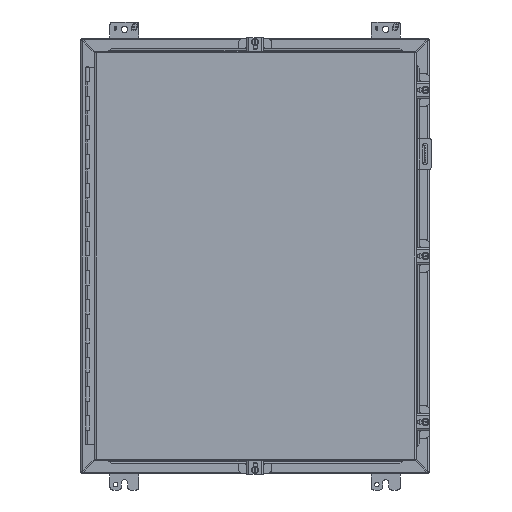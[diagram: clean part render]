
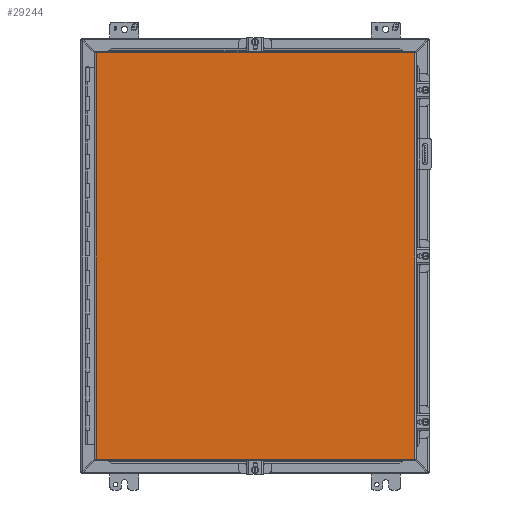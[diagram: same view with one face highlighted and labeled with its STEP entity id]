
A CAD part, front view. The second image highlights one B-rep face of the part: STEP entity #29244.
In plain terms, the highlighted planar face has unit normal (0, -1, 0).
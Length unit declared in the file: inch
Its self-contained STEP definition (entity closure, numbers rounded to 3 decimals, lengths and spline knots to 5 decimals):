
#4951 = ORIENTED_EDGE ( 'NONE', *, *, #6187, .F. ) ;
#6187 = EDGE_CURVE ( 'NONE', #21248, #26254, #37879, .T. ) ;
#7288 = CARTESIAN_POINT ( 'NONE',  ( -10.954, -13.21, 13.9945 ) ) ;
#7865 = CARTESIAN_POINT ( 'NONE',  ( 11.018, -13.21, 13.9945 ) ) ;
#10105 = DIRECTION ( 'NONE',  ( 0., 0., -1. ) ) ;
#10357 = CARTESIAN_POINT ( 'NONE',  ( 11.018, -13.21, 13.9945 ) ) ;
#10990 = DIRECTION ( 'NONE',  ( -1., 0., 0. ) ) ;
#11137 = LINE ( 'NONE', #26958, #39463 ) ;
#12938 = EDGE_LOOP ( 'NONE', ( #4951, #14275, #47014, #48103 ) ) ;
#14275 = ORIENTED_EDGE ( 'NONE', *, *, #43533, .F. ) ;
#16173 = CARTESIAN_POINT ( 'NONE',  ( 11.018, -13.21, -13.9945 ) ) ;
#19627 = VECTOR ( 'NONE', #10990, 39.37008 ) ;
#20063 = EDGE_CURVE ( 'NONE', #26254, #49482, #31746, .T. ) ;
#21248 = VERTEX_POINT ( 'NONE', #7865 ) ;
#23133 = DIRECTION ( 'NONE',  ( 1., 0., 0. ) ) ;
#23379 = AXIS2_PLACEMENT_3D ( 'NONE', #28850, #32487, #48059 ) ;
#26254 = VERTEX_POINT ( 'NONE', #36584 ) ;
#26958 = CARTESIAN_POINT ( 'NONE',  ( -10.954, -13.21, -13.9945 ) ) ;
#27487 = CARTESIAN_POINT ( 'NONE',  ( -10.954, -13.21, -13.9945 ) ) ;
#28850 = CARTESIAN_POINT ( 'NONE',  ( -10.954, -13.21, -13.9945 ) ) ;
#29244 = ADVANCED_FACE ( 'NONE', ( #40521 ), #40766, .T. ) ;
#31746 = LINE ( 'NONE', #16173, #19627 ) ;
#32487 = DIRECTION ( 'NONE',  ( 0., -1., 0. ) ) ;
#36028 = VECTOR ( 'NONE', #23133, 39.37008 ) ;
#36584 = CARTESIAN_POINT ( 'NONE',  ( 11.018, -13.21, -13.9945 ) ) ;
#37879 = LINE ( 'NONE', #10357, #45697 ) ;
#38409 = LINE ( 'NONE', #7288, #36028 ) ;
#39463 = VECTOR ( 'NONE', #42787, 39.37008 ) ;
#40521 = FACE_OUTER_BOUND ( 'NONE', #12938, .T. ) ;
#40766 = PLANE ( 'NONE',  #23379 ) ;
#42787 = DIRECTION ( 'NONE',  ( 0., 0., 1. ) ) ;
#43533 = EDGE_CURVE ( 'NONE', #50688, #21248, #38409, .T. ) ;
#45697 = VECTOR ( 'NONE', #10105, 39.37008 ) ;
#47014 = ORIENTED_EDGE ( 'NONE', *, *, #49521, .F. ) ;
#48059 = DIRECTION ( 'NONE',  ( 0., 0., -1. ) ) ;
#48103 = ORIENTED_EDGE ( 'NONE', *, *, #20063, .F. ) ;
#49482 = VERTEX_POINT ( 'NONE', #27487 ) ;
#49521 = EDGE_CURVE ( 'NONE', #49482, #50688, #11137, .T. ) ;
#49998 = CARTESIAN_POINT ( 'NONE',  ( -10.954, -13.21, 13.9945 ) ) ;
#50688 = VERTEX_POINT ( 'NONE', #49998 ) ;
